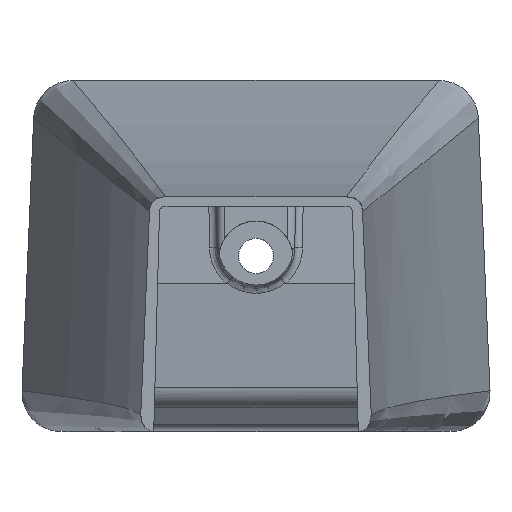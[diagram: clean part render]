
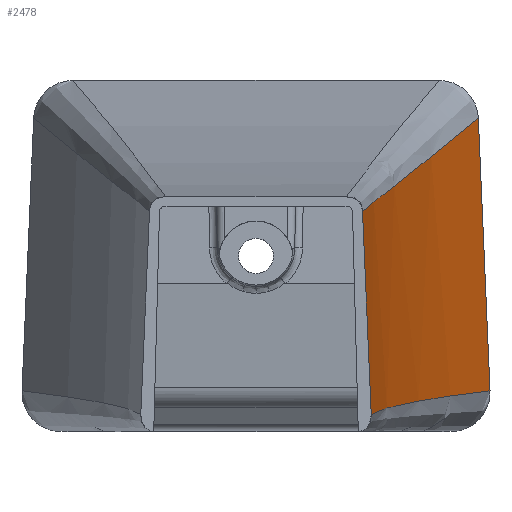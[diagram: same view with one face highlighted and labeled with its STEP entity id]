
A CAD part, front view. The second image highlights one B-rep face of the part: STEP entity #2478.
In plain terms, the highlighted free-form (B-spline) face has degree [2, 1] with [5, 2] control points.
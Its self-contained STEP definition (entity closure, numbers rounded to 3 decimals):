
#50 = CARTESIAN_POINT ( 'NONE',  ( 136.571, -880., 56.895 ) ) ;
#138 = CARTESIAN_POINT ( 'NONE',  ( 281.266, -13.586, 174.015 ) ) ;
#190 = VERTEX_POINT ( 'NONE', #3635 ) ;
#195 = CARTESIAN_POINT ( 'NONE',  ( 155.53, -641.59, 72.614 ) ) ;
#311 = CARTESIAN_POINT ( 'NONE',  ( 249.125, -136.584, 147.38 ) ) ;
#390 = FACE_OUTER_BOUND ( 'NONE', #7207, .T. ) ;
#450 = CARTESIAN_POINT ( 'NONE',  ( 136.571, -880., 56.895 ) ) ;
#467 = EDGE_CURVE ( 'NONE', #190, #9578, #7126, .T. ) ;
#511 = CARTESIAN_POINT ( 'NONE',  ( 147.716, -880., -203.159 ) ) ;
#852 = CARTESIAN_POINT ( 'NONE',  ( 136.571, -880., 56.895 ) ) ;
#964 = CARTESIAN_POINT ( 'NONE',  ( 174.986, -499.411, 87.925 ) ) ;
#1020 = CARTESIAN_POINT ( 'NONE',  ( 277.547, -27.18, 170.905 ) ) ;
#1076 = VECTOR ( 'NONE', #10166, 1000. ) ;
#1279 = EDGE_CURVE ( 'NONE', #7607, #10161, #10374, .T. ) ;
#1332 = CARTESIAN_POINT ( 'NONE',  ( 123.75, -908.249, 331.359 ) ) ;
#1470 = EDGE_CURVE ( 'NONE', #10161, #9578, #8432, .T. ) ;
#2059 = CARTESIAN_POINT ( 'NONE',  ( 167.904, -546.672, 82.359 ) ) ;
#2078 = CARTESIAN_POINT ( 'NONE',  ( 138.442, -487.54, 331.359 ) ) ;
#2194 = CARTESIAN_POINT ( 'NONE',  ( 305.33, 0., -297.222 ) ) ;
#2457 = CARTESIAN_POINT ( 'NONE',  ( 209.426, -317.164, -183.78 ) ) ;
#2478 = ADVANCED_FACE ( 'NONE', ( #390 ), #5070, .F. ) ;
#2481 = EDGE_CURVE ( 'NONE', #190, #7607, #10183, .T. ) ;
#2759 = CARTESIAN_POINT ( 'NONE',  ( 215.072, -284.142, 119.741 ) ) ;
#2875 = CARTESIAN_POINT ( 'NONE',  ( 256.004, -109.126, 153.034 ) ) ;
#3072 = CARTESIAN_POINT ( 'NONE',  ( 123.894, -904.125, 331.359 ) ) ;
#3504 = CARTESIAN_POINT ( 'NONE',  ( 158.665, -610.497, -193.88 ) ) ;
#3566 = CARTESIAN_POINT ( 'NONE',  ( 300., 0., -172.859 ) ) ;
#3635 = CARTESIAN_POINT ( 'NONE',  ( 147.716, -880., -203.159 ) ) ;
#3752 = CARTESIAN_POINT ( 'NONE',  ( 162.68, -584.582, 78.252 ) ) ;
#3809 = CARTESIAN_POINT ( 'NONE',  ( 140.937, -799.215, 60.803 ) ) ;
#4401 = CARTESIAN_POINT ( 'NONE',  ( 136.689, -877.059, 57.011 ) ) ;
#4566 = CARTESIAN_POINT ( 'NONE',  ( 270.222, -54.425, 164.802 ) ) ;
#4683 = CARTESIAN_POINT ( 'NONE',  ( 283.755, -4.529, 176.099 ) ) ;
#5070 = B_SPLINE_SURFACE_WITH_KNOTS ( 'NONE', 2, 1, ( 
 ( #1332, #11015 ),
 ( #3072, #7590 ),
 ( #5688, #8452 ),
 ( #2078, #9088 ),
 ( #8395, #2194 ) ),
 .UNSPECIFIED., .F., .F., .F.,
 ( 3, 2, 3 ),
 ( 2, 2 ),
 ( -0.01, 0., 1. ),
 ( 0., 1. ),
 .UNSPECIFIED. ) ;
#5256 = CARTESIAN_POINT ( 'NONE',  ( 147.716, -880., -203.159 ) ) ;
#5381 = CARTESIAN_POINT ( 'NONE',  ( 242.399, -164.109, 141.873 ) ) ;
#5438 = CARTESIAN_POINT ( 'NONE',  ( 205.377, -330.623, 111.977 ) ) ;
#5550 = CARTESIAN_POINT ( 'NONE',  ( 158.989, -613.063, 75.345 ) ) ;
#5688 = CARTESIAN_POINT ( 'NONE',  ( 124.038, -900., 331.359 ) ) ;
#5900 = CARTESIAN_POINT ( 'NONE',  ( 278.391, 0., 331.359 ) ) ;
#6310 = CARTESIAN_POINT ( 'NONE',  ( 139.126, -827.981, 59.241 ) ) ;
#6417 = CARTESIAN_POINT ( 'NONE',  ( 285., 0., 177.141 ) ) ;
#6477 = CARTESIAN_POINT ( 'NONE',  ( 273.862, -40.791, 167.83 ) ) ;
#6583 = ORIENTED_EDGE ( 'NONE', *, *, #1470, .F. ) ;
#7058 = CARTESIAN_POINT ( 'NONE',  ( 137.591, -856.772, 57.863 ) ) ;
#7109 = ORIENTED_EDGE ( 'NONE', *, *, #467, .T. ) ;
#7126 = B_SPLINE_CURVE_WITH_KNOTS ( 'NONE', 3,
 ( #5256, #3504, #2457, #3566 ),
 .UNSPECIFIED., .F., .F.,
 ( 4, 4 ),
 ( 0.024, 1. ),
 .UNSPECIFIED. ) ;
#7207 = EDGE_LOOP ( 'NONE', ( #9413, #7109, #6583, #10089 ) ) ;
#7283 = CARTESIAN_POINT ( 'NONE',  ( 149.329, -698.775, 67.682 ) ) ;
#7342 = CARTESIAN_POINT ( 'NONE',  ( 184.327, -442.915, 95.28 ) ) ;
#7590 = CARTESIAN_POINT ( 'NONE',  ( 150.834, -904.125, -297.222 ) ) ;
#7607 = VERTEX_POINT ( 'NONE', #50 ) ;
#7925 = CARTESIAN_POINT ( 'NONE',  ( 137.016, -869.315, 57.325 ) ) ;
#8090 = CARTESIAN_POINT ( 'NONE',  ( 142.279, -780.052, 61.936 ) ) ;
#8395 = CARTESIAN_POINT ( 'NONE',  ( 278.391, 0., 331.359 ) ) ;
#8432 = LINE ( 'NONE', #5900, #1076 ) ;
#8452 = CARTESIAN_POINT ( 'NONE',  ( 150.978, -900., -297.222 ) ) ;
#8896 = CARTESIAN_POINT ( 'NONE',  ( 261.864, -86.303, 157.873 ) ) ;
#8950 = CARTESIAN_POINT ( 'NONE',  ( 266.62, -68.077, 161.812 ) ) ;
#9008 = CARTESIAN_POINT ( 'NONE',  ( 223.174, -247.087, 126.266 ) ) ;
#9088 = CARTESIAN_POINT ( 'NONE',  ( 165.381, -487.54, -297.222 ) ) ;
#9413 = ORIENTED_EDGE ( 'NONE', *, *, #2481, .F. ) ;
#9578 = VERTEX_POINT ( 'NONE', #9891 ) ;
#9767 = CARTESIAN_POINT ( 'NONE',  ( 144.124, -756.117, 63.466 ) ) ;
#9823 = CARTESIAN_POINT ( 'NONE',  ( 235.828, -191.702, 136.518 ) ) ;
#9877 = CARTESIAN_POINT ( 'NONE',  ( 229.419, -219.361, 131.315 ) ) ;
#9891 = CARTESIAN_POINT ( 'NONE',  ( 300., 0., -172.859 ) ) ;
#9939 = CARTESIAN_POINT ( 'NONE',  ( 152.308, -670.161, 70.059 ) ) ;
#9996 = CARTESIAN_POINT ( 'NONE',  ( 138.324, -842.374, 58.529 ) ) ;
#10089 = ORIENTED_EDGE ( 'NONE', *, *, #1279, .F. ) ;
#10096 = CARTESIAN_POINT ( 'NONE',  ( 285., 0., 177.141 ) ) ;
#10161 = VERTEX_POINT ( 'NONE', #10096 ) ;
#10166 = DIRECTION ( 'NONE',  ( 0.043, 0., -0.999 ) ) ;
#10183 = B_SPLINE_CURVE_WITH_KNOTS ( 'NONE', 1,
 ( #511, #450 ),
 .UNSPECIFIED., .F., .F.,
 ( 2, 2 ),
 ( 0.003, 0.263 ),
 .UNSPECIFIED. ) ;
#10374 = B_SPLINE_CURVE_WITH_KNOTS ( 'NONE', 3,
 ( #852, #4401, #7925, #7058, #9996, #6310, #10703, #3809, #8090, #9767, #10760, #7283, #9939, #195, #5550, #3752, #2059, #964, #7342, #10819, #5438, #2759, #9008, #9877, #9823, #5381, #311, #2875, #8896, #8950, #4566, #6477, #1020, #138, #4683, #6417 ),
 .UNSPECIFIED., .F., .F.,
 ( 4, 1, 1, 1, 1, 1, 1, 1, 1, 1, 1, 1, 1, 1, 1, 1, 1, 1, 1, 1, 1, 1, 1, 1, 1, 1, 1, 1, 1, 1, 1, 1, 1, 4 ),
 ( 0.022, 0.031, 0.047, 0.062, 0.078, 0.094, 0.109, 0.125, 0.156, 0.188, 0.219, 0.25, 0.281, 0.313, 0.344, 0.375, 0.438, 0.5, 0.563, 0.625, 0.688, 0.719, 0.75, 0.781, 0.813, 0.844, 0.875, 0.906, 0.922, 0.938, 0.953, 0.969, 0.984, 1. ),
 .UNSPECIFIED. ) ;
#10703 = CARTESIAN_POINT ( 'NONE',  ( 139.997, -813.595, 59.999 ) ) ;
#10760 = CARTESIAN_POINT ( 'NONE',  ( 146.599, -727.427, 65.484 ) ) ;
#10819 = CARTESIAN_POINT ( 'NONE',  ( 194.47, -386.648, 103.302 ) ) ;
#11015 = CARTESIAN_POINT ( 'NONE',  ( 150.69, -908.249, -297.222 ) ) ;
